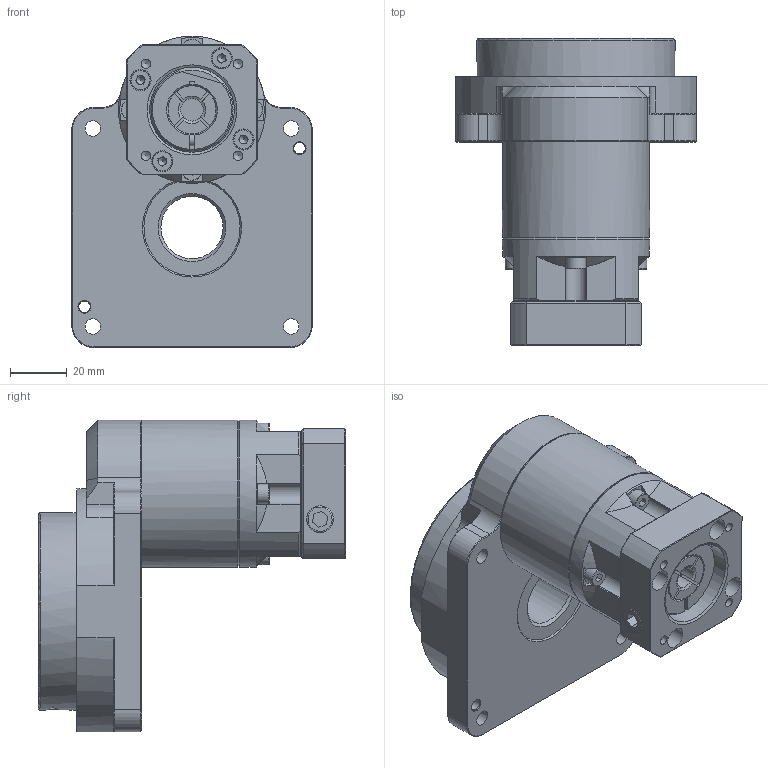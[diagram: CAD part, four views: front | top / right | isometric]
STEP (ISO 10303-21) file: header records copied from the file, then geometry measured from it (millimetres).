
FILE_DESCRIPTION((''),'2;1');
FILE_NAME('KGT-85C-2 (S8).stp','2017-03-08T11:37:03',('Young'),(''),'Autodesk Inventor 2012','Autodesk Inventor 2012','');
FILE_SCHEMA(('AUTOMOTIVE_DESIGN { 1 0 10303 214 1 1 1 1 }'));
Length unit declared in the file: millimetre
Products named in the file (1): GT85C-2-30M4-AB(1)
Bounding box: 85 x 108.5 x 110.1 mm (x, y, z)
Volume: 333148.5 mm3; surface area: 57558.7 mm2
Topology: 4 solids, 19 shells, 552 faces, 1293 edges, 810 vertices
Faces by surface type: plane 280, cylinder 130, cone 128, torus 14
Full cylindrical faces by diameter (mm): 2.5 x4, 3.3 x15, 4 x11, 4.2 x1, 4.3 x4, 4.5 x4, 5 x2, 5.5 x4, 7 x9, 7.5 x4, 8 x1, 8.195 x2, 18 x1, 19.8 x1, 20 x1, 22 x1, 29.8 x1, 30 x4, 32 x2, 45 x1, 52 x3, 70 x1, 80 x1
Entity records: 14637 total; most frequent: CARTESIAN_POINT 2883, DIRECTION 2526, ORIENTED_EDGE 2122, EDGE_CURVE 1061, AXIS2_PLACEMENT_3D 1013, EDGE_LOOP 790, VERTEX_POINT 747, FACE_OUTER_BOUND 552
